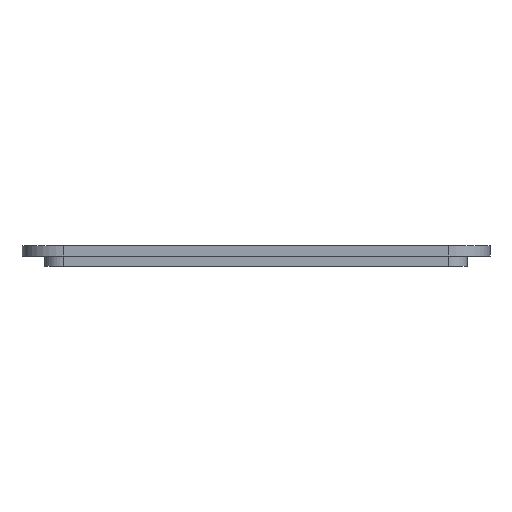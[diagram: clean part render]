
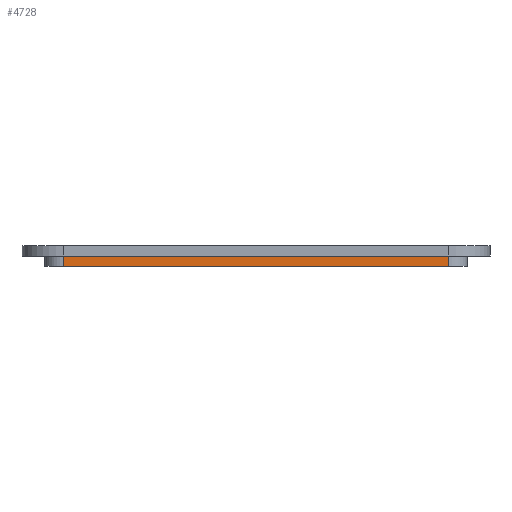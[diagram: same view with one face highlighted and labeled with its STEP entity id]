
A CAD part, left-side view. The second image highlights one B-rep face of the part: STEP entity #4728.
In plain terms, the highlighted planar face has unit normal (-1, 0, 0).
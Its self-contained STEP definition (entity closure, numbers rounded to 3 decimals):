
#401=FACE_OUTER_BOUND('',#675,.T.);
#675=EDGE_LOOP('',(#4155,#4156,#4157,#4158,#4159,#4160));
#1223=LINE('',#7659,#1800);
#1245=LINE('',#7727,#1822);
#1246=LINE('',#7730,#1823);
#1247=LINE('',#7731,#1824);
#1248=LINE('',#7733,#1825);
#1249=LINE('',#7734,#1826);
#1800=VECTOR('',#5950,10.);
#1822=VECTOR('',#6016,10.);
#1823=VECTOR('',#6019,10.);
#1824=VECTOR('',#6020,10.);
#1825=VECTOR('',#6021,10.);
#1826=VECTOR('',#6022,10.);
#2245=VERTEX_POINT('',#7652);
#2248=VERTEX_POINT('',#7657);
#2270=VERTEX_POINT('',#7721);
#2272=VERTEX_POINT('',#7725);
#2273=VERTEX_POINT('',#7729);
#2274=VERTEX_POINT('',#7732);
#2880=EDGE_CURVE('',#2245,#2248,#1223,.T.);
#2914=EDGE_CURVE('',#2270,#2272,#1245,.T.);
#2915=EDGE_CURVE('',#2245,#2273,#1246,.T.);
#2916=EDGE_CURVE('',#2270,#2248,#1247,.T.);
#2917=EDGE_CURVE('',#2274,#2272,#1248,.T.);
#2918=EDGE_CURVE('',#2273,#2274,#1249,.T.);
#4155=ORIENTED_EDGE('',*,*,#2915,.F.);
#4156=ORIENTED_EDGE('',*,*,#2880,.T.);
#4157=ORIENTED_EDGE('',*,*,#2916,.F.);
#4158=ORIENTED_EDGE('',*,*,#2914,.T.);
#4159=ORIENTED_EDGE('',*,*,#2917,.F.);
#4160=ORIENTED_EDGE('',*,*,#2918,.F.);
#4491=PLANE('',#4990);
#4728=ADVANCED_FACE('',(#401),#4491,.T.);
#4990=AXIS2_PLACEMENT_3D('',#7728,#6017,#6018);
#5950=DIRECTION('',(0.,1.,0.));
#6016=DIRECTION('',(0.,0.,-1.));
#6017=DIRECTION('center_axis',(-1.,0.,0.));
#6018=DIRECTION('ref_axis',(0.,1.,0.));
#6019=DIRECTION('',(0.,-1.,0.));
#6020=DIRECTION('',(0.,-1.,0.));
#6021=DIRECTION('',(0.,1.,0.));
#6022=DIRECTION('',(0.,0.,-1.));
#7652=CARTESIAN_POINT('',(-35.8,-0.859,0.));
#7657=CARTESIAN_POINT('',(-35.8,4.859,0.));
#7659=CARTESIAN_POINT('',(-35.8,-18.5,0.));
#7721=CARTESIAN_POINT('',(-35.8,18.5,0.));
#7725=CARTESIAN_POINT('',(-35.8,18.5,-1.));
#7727=CARTESIAN_POINT('',(-35.8,18.5,0.));
#7728=CARTESIAN_POINT('Origin',(-35.8,-18.5,0.));
#7729=CARTESIAN_POINT('',(-35.8,-18.5,0.));
#7730=CARTESIAN_POINT('',(-35.8,-9.25,0.));
#7731=CARTESIAN_POINT('',(-35.8,-9.25,0.));
#7732=CARTESIAN_POINT('',(-35.8,-18.5,-1.));
#7733=CARTESIAN_POINT('',(-35.8,-18.5,-1.));
#7734=CARTESIAN_POINT('',(-35.8,-18.5,0.));
